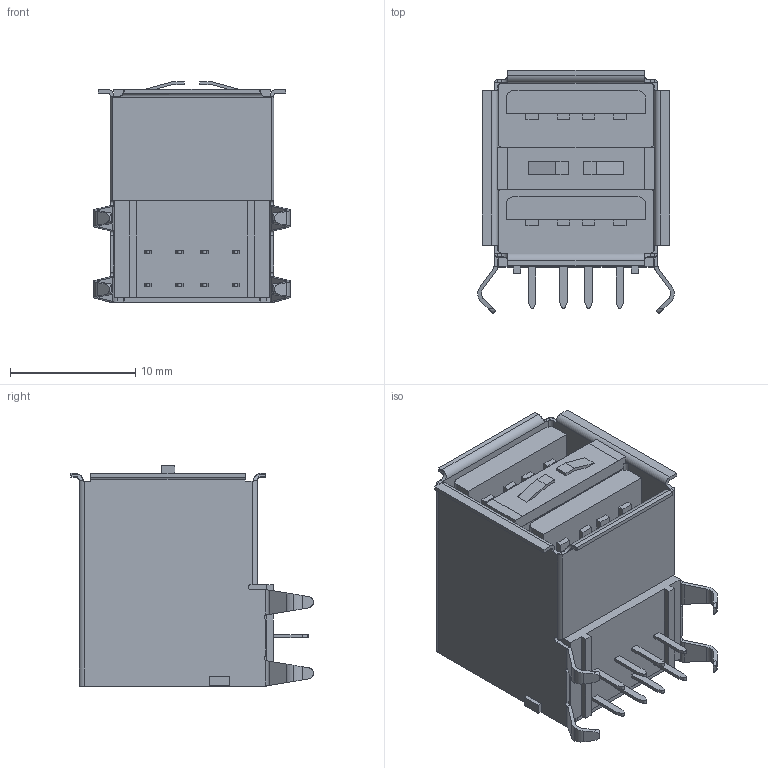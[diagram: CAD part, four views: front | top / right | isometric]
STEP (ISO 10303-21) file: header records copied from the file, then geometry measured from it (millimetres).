
FILE_DESCRIPTION(('STEP AP214'),'1');
FILE_NAME('usb_a-usb_a-2p-c.stp','2020-03-13T15:10:26',('TraceParts'),('TraceParts S.A.'),'Spatial InterOp 3D',' ',' ');
FILE_SCHEMA(('AUTOMOTIVE_DESIGN { 1 0 10303 214 1 1 1 1 }'));
Length unit declared in the file: millimetre
Products named in the file (1): usb_a-usb_a-2p-c
Bounding box: 15.7 x 19.4 x 17.6 mm (x, y, z)
Volume: 2488 mm3; surface area: 2849.1 mm2
Topology: 1 solids, 1 shells, 352 faces, 1010 edges, 672 vertices
Faces by surface type: plane 257, cylinder 95
Entity records: 14675 total; most frequent: CARTESIAN_POINT 2474, ORIENTED_EDGE 2020, DIRECTION 1896, EDGE_CURVE 1010, LINE 746, VECTOR 746, VERTEX_POINT 672, AXIS2_PLACEMENT_3D 575
